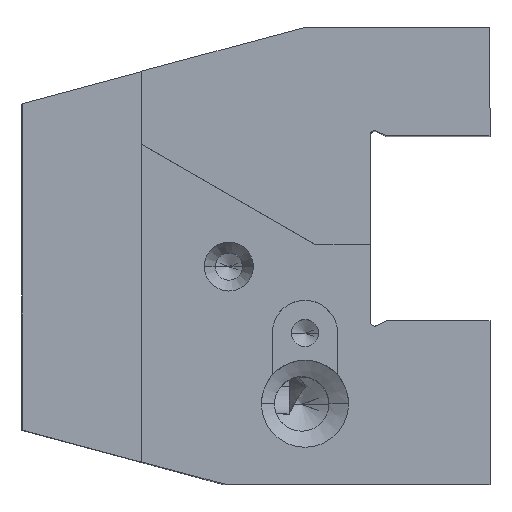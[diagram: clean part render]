
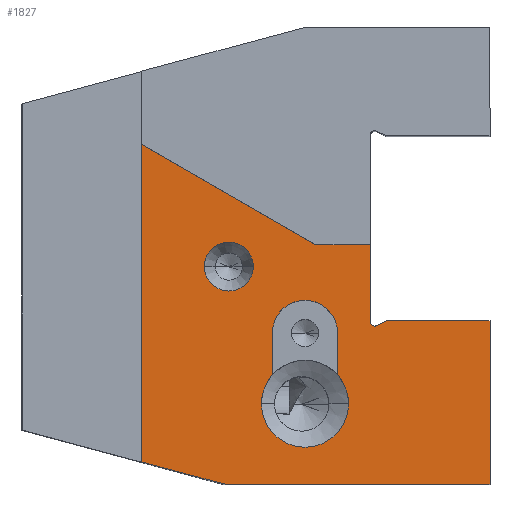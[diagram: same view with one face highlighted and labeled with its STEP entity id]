
A CAD part, top view. The second image highlights one B-rep face of the part: STEP entity #1827.
In plain terms, the highlighted planar face has unit normal (0, 0, 1).
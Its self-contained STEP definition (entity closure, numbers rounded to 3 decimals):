
#3 = CARTESIAN_POINT ( 'NONE',  ( -8., -17.947, 71. ) ) ;
#13 = EDGE_CURVE ( 'NONE', #1660, #749, #2391, .T. ) ;
#18 = ORIENTED_EDGE ( 'NONE', *, *, #4298, .T. ) ;
#47 = AXIS2_PLACEMENT_3D ( 'NONE', #3035, #236, #1217 ) ;
#60 = VERTEX_POINT ( 'NONE', #349 ) ;
#103 = VERTEX_POINT ( 'NONE', #1011 ) ;
#118 = LINE ( 'NONE', #1747, #1148 ) ;
#157 = EDGE_CURVE ( 'NONE', #749, #1920, #118, .T. ) ;
#191 = CARTESIAN_POINT ( 'NONE',  ( 10., -9.954, 71. ) ) ;
#198 = LINE ( 'NONE', #1143, #635 ) ;
#218 = CARTESIAN_POINT ( 'NONE',  ( 7., -12.6, 71. ) ) ;
#236 = DIRECTION ( 'NONE',  ( 0., 0., 1. ) ) ;
#240 = CARTESIAN_POINT ( 'NONE',  ( -0.34, -20., 71. ) ) ;
#251 = ORIENTED_EDGE ( 'NONE', *, *, #3193, .F. ) ;
#276 = EDGE_CURVE ( 'NONE', #1448, #1054, #3383, .T. ) ;
#284 = ORIENTED_EDGE ( 'NONE', *, *, #4343, .F. ) ;
#320 = VECTOR ( 'NONE', #2586, 1000. ) ;
#349 = CARTESIAN_POINT ( 'NONE',  ( 11., -12.6, 71. ) ) ;
#364 = ORIENTED_EDGE ( 'NONE', *, *, #1505, .T. ) ;
#378 = VECTOR ( 'NONE', #495, 1000. ) ;
#418 = EDGE_CURVE ( 'NONE', #60, #2080, #3771, .T. ) ;
#421 = VECTOR ( 'NONE', #1511, 1000. ) ;
#484 = DIRECTION ( 'NONE',  ( 1., 0., 0. ) ) ;
#495 = DIRECTION ( 'NONE',  ( -0.866, 0.5, 0. ) ) ;
#516 = DIRECTION ( 'NONE',  ( 0., -1., 0. ) ) ;
#522 = AXIS2_PLACEMENT_3D ( 'NONE', #1195, #3588, #1538 ) ;
#545 = DIRECTION ( 'NONE',  ( 1., 0., 0. ) ) ;
#566 = EDGE_CURVE ( 'NONE', #883, #3124, #3109, .T. ) ;
#635 = VECTOR ( 'NONE', #2847, 1000. ) ;
#636 = EDGE_LOOP ( 'NONE', ( #251, #1810, #4054, #1409, #284, #2259 ) ) ;
#749 = VERTEX_POINT ( 'NONE', #1333 ) ;
#770 = VECTOR ( 'NONE', #516, 1000. ) ;
#775 = ORIENTED_EDGE ( 'NONE', *, *, #566, .T. ) ;
#797 = CARTESIAN_POINT ( 'NONE',  ( 14.5, -5., 71. ) ) ;
#811 = CARTESIAN_POINT ( 'NONE',  ( 7., -12.6, 71. ) ) ;
#820 = DIRECTION ( 'NONE',  ( 0., 1., 0. ) ) ;
#823 = CARTESIAN_POINT ( 'NONE',  ( 13.4, -5.072, 71. ) ) ;
#827 = CARTESIAN_POINT ( 'NONE',  ( 8., 2., 71. ) ) ;
#862 = CARTESIAN_POINT ( 'NONE',  ( 14.5, -5., 71. ) ) ;
#883 = VERTEX_POINT ( 'NONE', #1528 ) ;
#929 = DIRECTION ( 'NONE',  ( 0.966, -0.259, 0. ) ) ;
#986 = CARTESIAN_POINT ( 'NONE',  ( 0., 0., 71. ) ) ;
#1011 = CARTESIAN_POINT ( 'NONE',  ( 4., -6.1, 71. ) ) ;
#1025 = LINE ( 'NONE', #2224, #1933 ) ;
#1054 = VERTEX_POINT ( 'NONE', #2742 ) ;
#1088 = PLANE ( 'NONE',  #3934 ) ;
#1104 = ORIENTED_EDGE ( 'NONE', *, *, #276, .F. ) ;
#1106 = DIRECTION ( 'NONE',  ( 0., 0., -1. ) ) ;
#1143 = CARTESIAN_POINT ( 'NONE',  ( 24., -20., 71. ) ) ;
#1148 = VECTOR ( 'NONE', #820, 1000. ) ;
#1195 = CARTESIAN_POINT ( 'NONE',  ( 7., -6.1, 71. ) ) ;
#1196 = EDGE_CURVE ( 'NONE', #1054, #1448, #3578, .T. ) ;
#1217 = DIRECTION ( 'NONE',  ( 1., 0., 0. ) ) ;
#1232 = LINE ( 'NONE', #862, #320 ) ;
#1246 = DIRECTION ( 'NONE',  ( -0.906, -0.423, 0. ) ) ;
#1279 = VERTEX_POINT ( 'NONE', #3659 ) ;
#1304 = CARTESIAN_POINT ( 'NONE',  ( 4., -9.954, 71. ) ) ;
#1311 = DIRECTION ( 'NONE',  ( 1., 0., 0. ) ) ;
#1333 = CARTESIAN_POINT ( 'NONE',  ( 13., -5.072, 71. ) ) ;
#1358 = LINE ( 'NONE', #3551, #421 ) ;
#1409 = ORIENTED_EDGE ( 'NONE', *, *, #418, .F. ) ;
#1425 = EDGE_CURVE ( 'NONE', #2080, #1803, #3056, .T. ) ;
#1426 = CARTESIAN_POINT ( 'NONE',  ( 10., -6.1, 71. ) ) ;
#1438 = DIRECTION ( 'NONE',  ( 0., 0., 1. ) ) ;
#1448 = VERTEX_POINT ( 'NONE', #3356 ) ;
#1505 = EDGE_CURVE ( 'NONE', #3751, #1660, #3632, .T. ) ;
#1511 = DIRECTION ( 'NONE',  ( 0., -1., 0. ) ) ;
#1528 = CARTESIAN_POINT ( 'NONE',  ( 8., 2., 71. ) ) ;
#1538 = DIRECTION ( 'NONE',  ( 1., 0., 0. ) ) ;
#1562 = ORIENTED_EDGE ( 'NONE', *, *, #2614, .T. ) ;
#1584 = DIRECTION ( 'NONE',  ( 0., 0., 1. ) ) ;
#1660 = VERTEX_POINT ( 'NONE', #2030 ) ;
#1661 = VECTOR ( 'NONE', #3449, 1000. ) ;
#1729 = FACE_BOUND ( 'NONE', #636, .T. ) ;
#1747 = CARTESIAN_POINT ( 'NONE',  ( 13., 2., 71. ) ) ;
#1762 = LINE ( 'NONE', #3799, #1661 ) ;
#1798 = EDGE_LOOP ( 'NONE', ( #1104, #2540 ) ) ;
#1803 = VERTEX_POINT ( 'NONE', #1426 ) ;
#1810 = ORIENTED_EDGE ( 'NONE', *, *, #2180, .F. ) ;
#1827 = ADVANCED_FACE ( 'NONE', ( #1729, #2618, #3438 ), #1088, .T. ) ;
#1920 = VERTEX_POINT ( 'NONE', #2170 ) ;
#1933 = VECTOR ( 'NONE', #3584, 1000. ) ;
#1938 = ORIENTED_EDGE ( 'NONE', *, *, #3483, .T. ) ;
#1943 = DIRECTION ( 'NONE',  ( 0., 0., 1. ) ) ;
#1979 = ORIENTED_EDGE ( 'NONE', *, *, #13, .T. ) ;
#2030 = CARTESIAN_POINT ( 'NONE',  ( 13.569, -5.434, 71. ) ) ;
#2044 = VECTOR ( 'NONE', #3606, 1000. ) ;
#2066 = EDGE_CURVE ( 'NONE', #4389, #3751, #1232, .T. ) ;
#2080 = VERTEX_POINT ( 'NONE', #191 ) ;
#2115 = CARTESIAN_POINT ( 'NONE',  ( 13.4, -5.072, 71. ) ) ;
#2170 = CARTESIAN_POINT ( 'NONE',  ( 13., 2., 71. ) ) ;
#2180 = EDGE_CURVE ( 'NONE', #1803, #103, #2615, .T. ) ;
#2224 = CARTESIAN_POINT ( 'NONE',  ( 13., 2., 71. ) ) ;
#2239 = CARTESIAN_POINT ( 'NONE',  ( 4., -9.954, 71. ) ) ;
#2259 = ORIENTED_EDGE ( 'NONE', *, *, #4323, .F. ) ;
#2300 = VERTEX_POINT ( 'NONE', #1304 ) ;
#2355 = AXIS2_PLACEMENT_3D ( 'NONE', #811, #4366, #3198 ) ;
#2391 = CIRCLE ( 'NONE', #3448, 0.4 ) ;
#2446 = CARTESIAN_POINT ( 'NONE',  ( -0.34, -20., 71. ) ) ;
#2540 = ORIENTED_EDGE ( 'NONE', *, *, #1196, .F. ) ;
#2555 = CARTESIAN_POINT ( 'NONE',  ( 13.569, -5.434, 71. ) ) ;
#2586 = DIRECTION ( 'NONE',  ( -1., 0., 0. ) ) ;
#2606 = DIRECTION ( 'NONE',  ( 0., 0., 1. ) ) ;
#2614 = EDGE_CURVE ( 'NONE', #1279, #4389, #198, .T. ) ;
#2615 = CIRCLE ( 'NONE', #522, 3. ) ;
#2618 = FACE_OUTER_BOUND ( 'NONE', #3743, .T. ) ;
#2628 = CARTESIAN_POINT ( 'NONE',  ( 24., -5., 71. ) ) ;
#2742 = CARTESIAN_POINT ( 'NONE',  ( 2.25, 0., 71. ) ) ;
#2747 = ORIENTED_EDGE ( 'NONE', *, *, #4252, .T. ) ;
#2847 = DIRECTION ( 'NONE',  ( 0., 1., 0. ) ) ;
#2921 = EDGE_CURVE ( 'NONE', #4170, #1279, #1762, .T. ) ;
#2938 = VERTEX_POINT ( 'NONE', #3 ) ;
#3018 = AXIS2_PLACEMENT_3D ( 'NONE', #986, #1943, #1311 ) ;
#3035 = CARTESIAN_POINT ( 'NONE',  ( 0., 0., 71. ) ) ;
#3049 = CARTESIAN_POINT ( 'NONE',  ( 10., -9.954, 71. ) ) ;
#3056 = LINE ( 'NONE', #3049, #2044 ) ;
#3073 = AXIS2_PLACEMENT_3D ( 'NONE', #3628, #1584, #3989 ) ;
#3109 = LINE ( 'NONE', #827, #378 ) ;
#3124 = VERTEX_POINT ( 'NONE', #3888 ) ;
#3193 = EDGE_CURVE ( 'NONE', #103, #2300, #4442, .T. ) ;
#3198 = DIRECTION ( 'NONE',  ( 1., 0., 0. ) ) ;
#3199 = VERTEX_POINT ( 'NONE', #3272 ) ;
#3239 = VECTOR ( 'NONE', #929, 1000. ) ;
#3272 = CARTESIAN_POINT ( 'NONE',  ( 3., -12.6, 71. ) ) ;
#3306 = ORIENTED_EDGE ( 'NONE', *, *, #157, .T. ) ;
#3338 = ORIENTED_EDGE ( 'NONE', *, *, #2921, .T. ) ;
#3356 = CARTESIAN_POINT ( 'NONE',  ( -2.25, 0., 71. ) ) ;
#3383 = CIRCLE ( 'NONE', #47, 2.25 ) ;
#3420 = ORIENTED_EDGE ( 'NONE', *, *, #2066, .T. ) ;
#3438 = FACE_BOUND ( 'NONE', #1798, .T. ) ;
#3448 = AXIS2_PLACEMENT_3D ( 'NONE', #823, #1106, #484 ) ;
#3449 = DIRECTION ( 'NONE',  ( 1., 0., 0. ) ) ;
#3483 = EDGE_CURVE ( 'NONE', #2938, #4170, #4174, .T. ) ;
#3525 = AXIS2_PLACEMENT_3D ( 'NONE', #218, #2606, #545 ) ;
#3551 = CARTESIAN_POINT ( 'NONE',  ( -8., 11.238, 71. ) ) ;
#3578 = CIRCLE ( 'NONE', #3018, 2.25 ) ;
#3584 = DIRECTION ( 'NONE',  ( -1., 0., 0. ) ) ;
#3588 = DIRECTION ( 'NONE',  ( 0., 0., 1. ) ) ;
#3606 = DIRECTION ( 'NONE',  ( 0., 1., 0. ) ) ;
#3628 = CARTESIAN_POINT ( 'NONE',  ( 7., -12.6, 71. ) ) ;
#3632 = LINE ( 'NONE', #2555, #4450 ) ;
#3639 = CIRCLE ( 'NONE', #3073, 4. ) ;
#3659 = CARTESIAN_POINT ( 'NONE',  ( 24., -20., 71. ) ) ;
#3743 = EDGE_LOOP ( 'NONE', ( #1979, #3306, #18, #775, #2747, #1938, #3338, #1562, #3420, #364 ) ) ;
#3751 = VERTEX_POINT ( 'NONE', #797 ) ;
#3771 = CIRCLE ( 'NONE', #2355, 4. ) ;
#3799 = CARTESIAN_POINT ( 'NONE',  ( -0.34, -20., 71. ) ) ;
#3840 = DIRECTION ( 'NONE',  ( 1., 0., 0. ) ) ;
#3888 = CARTESIAN_POINT ( 'NONE',  ( -8., 11.238, 71. ) ) ;
#3934 = AXIS2_PLACEMENT_3D ( 'NONE', #2115, #1438, #3840 ) ;
#3989 = DIRECTION ( 'NONE',  ( 1., 0., 0. ) ) ;
#4054 = ORIENTED_EDGE ( 'NONE', *, *, #1425, .F. ) ;
#4170 = VERTEX_POINT ( 'NONE', #2446 ) ;
#4174 = LINE ( 'NONE', #240, #3239 ) ;
#4252 = EDGE_CURVE ( 'NONE', #3124, #2938, #1358, .T. ) ;
#4298 = EDGE_CURVE ( 'NONE', #1920, #883, #1025, .T. ) ;
#4323 = EDGE_CURVE ( 'NONE', #2300, #3199, #3639, .T. ) ;
#4343 = EDGE_CURVE ( 'NONE', #3199, #60, #4459, .T. ) ;
#4366 = DIRECTION ( 'NONE',  ( 0., 0., 1. ) ) ;
#4389 = VERTEX_POINT ( 'NONE', #2628 ) ;
#4442 = LINE ( 'NONE', #2239, #770 ) ;
#4450 = VECTOR ( 'NONE', #1246, 1000. ) ;
#4459 = CIRCLE ( 'NONE', #3525, 4. ) ;
